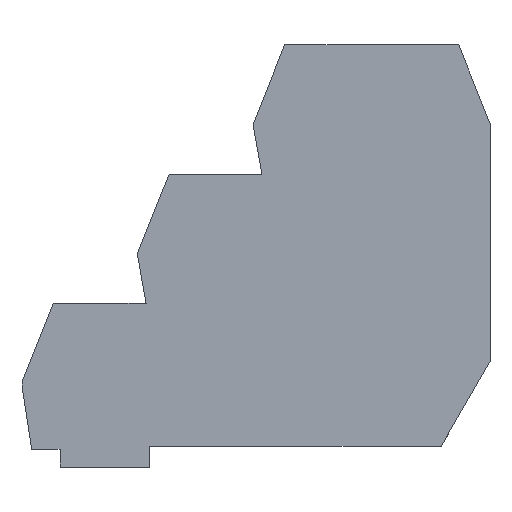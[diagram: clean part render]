
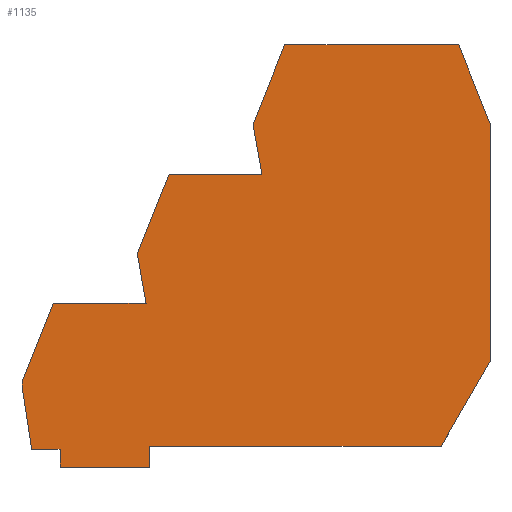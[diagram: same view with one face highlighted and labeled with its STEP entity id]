
A CAD part, top view. The second image highlights one B-rep face of the part: STEP entity #1135.
In plain terms, the highlighted planar face has unit normal (0, 0, 1).
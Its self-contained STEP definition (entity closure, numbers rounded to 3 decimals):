
#20 = VECTOR ( 'NONE', #1573, 1000. ) ;
#27 = VERTEX_POINT ( 'NONE', #767 ) ;
#42 = CARTESIAN_POINT ( 'NONE',  ( -36.904, -0.4, 1.5 ) ) ;
#54 = CARTESIAN_POINT ( 'NONE',  ( 8.227, 0., 1.5 ) ) ;
#58 = VECTOR ( 'NONE', #1198, 1000. ) ;
#63 = ORIENTED_EDGE ( 'NONE', *, *, #214, .T. ) ;
#109 = VERTEX_POINT ( 'NONE', #268 ) ;
#127 = ORIENTED_EDGE ( 'NONE', *, *, #635, .T. ) ;
#151 = ORIENTED_EDGE ( 'NONE', *, *, #960, .T. ) ;
#179 = CARTESIAN_POINT ( 'NONE',  ( -26.304, -2.5, 1.5 ) ) ;
#181 = CARTESIAN_POINT ( 'NONE',  ( 14.001, 38.2, 1.5 ) ) ;
#192 = DIRECTION ( 'NONE',  ( 1., 0., 0. ) ) ;
#194 = CARTESIAN_POINT ( 'NONE',  ( -10.295, 47.5, 1.5 ) ) ;
#209 = VECTOR ( 'NONE', #932, 1000. ) ;
#214 = EDGE_CURVE ( 'NONE', #1103, #1508, #1280, .T. ) ;
#227 = DIRECTION ( 'NONE',  ( -1., 0., 0. ) ) ;
#232 = LINE ( 'NONE', #1354, #1212 ) ;
#242 = CARTESIAN_POINT ( 'NONE',  ( -26.704, 16.9, 1.5 ) ) ;
#246 = LINE ( 'NONE', #1629, #1233 ) ;
#259 = EDGE_CURVE ( 'NONE', #764, #693, #1532, .T. ) ;
#262 = VECTOR ( 'NONE', #192, 1000. ) ;
#264 = EDGE_CURVE ( 'NONE', #109, #454, #1009, .T. ) ;
#266 = VERTEX_POINT ( 'NONE', #42 ) ;
#268 = CARTESIAN_POINT ( 'NONE',  ( -41.404, 7.6, 1.5 ) ) ;
#277 = ORIENTED_EDGE ( 'NONE', *, *, #859, .T. ) ;
#282 = DIRECTION ( 'NONE',  ( 0., 0., 1. ) ) ;
#284 = EDGE_CURVE ( 'NONE', #804, #974, #1560, .T. ) ;
#294 = CARTESIAN_POINT ( 'NONE',  ( -40.25, -0.4, 1.5 ) ) ;
#295 = CARTESIAN_POINT ( 'NONE',  ( -23.999, 32.2, 1.5 ) ) ;
#296 = CARTESIAN_POINT ( 'NONE',  ( -13.999, 37.7, 1.5 ) ) ;
#301 = VECTOR ( 'NONE', #1488, 1000. ) ;
#305 = VERTEX_POINT ( 'NONE', #1200 ) ;
#325 = CARTESIAN_POINT ( 'NONE',  ( 14.001, 10., 1.5 ) ) ;
#327 = EDGE_CURVE ( 'NONE', #305, #1103, #1496, .T. ) ;
#348 = VECTOR ( 'NONE', #381, 1000. ) ;
#380 = LINE ( 'NONE', #1161, #348 ) ;
#381 = DIRECTION ( 'NONE',  ( 0., -1., 0. ) ) ;
#395 = VECTOR ( 'NONE', #1359, 1000. ) ;
#413 = CARTESIAN_POINT ( 'NONE',  ( -23.999, 32.2, 1.5 ) ) ;
#421 = DIRECTION ( 'NONE',  ( 0.179, -0.984, 0. ) ) ;
#446 = EDGE_CURVE ( 'NONE', #1609, #305, #676, .T. ) ;
#454 = VERTEX_POINT ( 'NONE', #691 ) ;
#455 = DIRECTION ( 'NONE',  ( 1., 0., 0. ) ) ;
#479 = CARTESIAN_POINT ( 'NONE',  ( -36.904, -0.4, 1.5 ) ) ;
#498 = EDGE_CURVE ( 'NONE', #1535, #266, #232, .T. ) ;
#499 = ORIENTED_EDGE ( 'NONE', *, *, #792, .T. ) ;
#508 = LINE ( 'NONE', #242, #1493 ) ;
#516 = ORIENTED_EDGE ( 'NONE', *, *, #1205, .T. ) ;
#518 = VECTOR ( 'NONE', #1594, 1000. ) ;
#552 = CARTESIAN_POINT ( 'NONE',  ( -41.404, 7.1, 1.5 ) ) ;
#556 = CARTESIAN_POINT ( 'NONE',  ( -10.295, 47.5, 1.5 ) ) ;
#606 = VECTOR ( 'NONE', #1328, 1000. ) ;
#632 = ORIENTED_EDGE ( 'NONE', *, *, #1577, .T. ) ;
#635 = EDGE_CURVE ( 'NONE', #27, #109, #884, .T. ) ;
#665 = EDGE_CURVE ( 'NONE', #1295, #27, #508, .T. ) ;
#667 = DIRECTION ( 'NONE',  ( -0.37, 0.929, 0. ) ) ;
#676 = LINE ( 'NONE', #325, #301 ) ;
#677 = CARTESIAN_POINT ( 'NONE',  ( -13.999, 37.7, 1.5 ) ) ;
#687 = VECTOR ( 'NONE', #1071, 1000. ) ;
#691 = CARTESIAN_POINT ( 'NONE',  ( -41.404, 7.1, 1.5 ) ) ;
#693 = VERTEX_POINT ( 'NONE', #1635 ) ;
#699 = CARTESIAN_POINT ( 'NONE',  ( -26.704, 16.9, 1.5 ) ) ;
#705 = ORIENTED_EDGE ( 'NONE', *, *, #1548, .T. ) ;
#716 = CARTESIAN_POINT ( 'NONE',  ( -27.704, 22.4, 1.5 ) ) ;
#733 = ORIENTED_EDGE ( 'NONE', *, *, #264, .T. ) ;
#748 = EDGE_CURVE ( 'NONE', #1607, #804, #380, .T. ) ;
#764 = VERTEX_POINT ( 'NONE', #413 ) ;
#767 = CARTESIAN_POINT ( 'NONE',  ( -37.699, 16.9, 1.5 ) ) ;
#785 = CARTESIAN_POINT ( 'NONE',  ( -26.304, -2.5, 1.5 ) ) ;
#792 = EDGE_CURVE ( 'NONE', #891, #1140, #1619, .T. ) ;
#801 = CARTESIAN_POINT ( 'NONE',  ( -41.404, 7.6, 1.5 ) ) ;
#804 = VERTEX_POINT ( 'NONE', #677 ) ;
#809 = CARTESIAN_POINT ( 'NONE',  ( 10.296, 47.5, 1.5 ) ) ;
#832 = VERTEX_POINT ( 'NONE', #556 ) ;
#849 = VECTOR ( 'NONE', #421, 1000. ) ;
#850 = EDGE_LOOP ( 'NONE', ( #1537, #499, #1502, #277, #1074, #1046, #63, #632, #946, #881, #908, #1244, #1301, #516, #151, #1159, #127, #733, #705, #1223 ) ) ;
#859 = EDGE_CURVE ( 'NONE', #1418, #1609, #865, .T. ) ;
#863 = CARTESIAN_POINT ( 'NONE',  ( -37.699, 16.9, 1.5 ) ) ;
#864 = LINE ( 'NONE', #194, #518 ) ;
#865 = LINE ( 'NONE', #953, #262 ) ;
#881 = ORIENTED_EDGE ( 'NONE', *, *, #748, .T. ) ;
#884 = LINE ( 'NONE', #863, #1558 ) ;
#891 = VERTEX_POINT ( 'NONE', #1092 ) ;
#898 = LINE ( 'NONE', #716, #395 ) ;
#908 = ORIENTED_EDGE ( 'NONE', *, *, #284, .T. ) ;
#932 = DIRECTION ( 'NONE',  ( 0., -1., 0. ) ) ;
#936 = AXIS2_PLACEMENT_3D ( 'NONE', #1553, #282, #1186 ) ;
#946 = ORIENTED_EDGE ( 'NONE', *, *, #1297, .T. ) ;
#953 = CARTESIAN_POINT ( 'NONE',  ( -26.304, 0., 1.5 ) ) ;
#960 = EDGE_CURVE ( 'NONE', #1201, #1295, #898, .T. ) ;
#974 = VERTEX_POINT ( 'NONE', #978 ) ;
#978 = CARTESIAN_POINT ( 'NONE',  ( -12.999, 32.2, 1.5 ) ) ;
#1008 = EDGE_CURVE ( 'NONE', #266, #891, #1599, .T. ) ;
#1009 = LINE ( 'NONE', #801, #209 ) ;
#1019 = VECTOR ( 'NONE', #1449, 1000. ) ;
#1030 = LINE ( 'NONE', #809, #20 ) ;
#1046 = ORIENTED_EDGE ( 'NONE', *, *, #327, .T. ) ;
#1048 = PLANE ( 'NONE',  #936 ) ;
#1052 = CARTESIAN_POINT ( 'NONE',  ( 14.001, 38.2, 1.5 ) ) ;
#1055 = EDGE_CURVE ( 'NONE', #974, #764, #246, .T. ) ;
#1071 = DIRECTION ( 'NONE',  ( 0., 1., 0. ) ) ;
#1074 = ORIENTED_EDGE ( 'NONE', *, *, #446, .T. ) ;
#1078 = LINE ( 'NONE', #552, #58 ) ;
#1092 = CARTESIAN_POINT ( 'NONE',  ( -36.904, -2.5, 1.5 ) ) ;
#1103 = VERTEX_POINT ( 'NONE', #1394 ) ;
#1135 = ADVANCED_FACE ( 'NONE', ( #1530 ), #1048, .T. ) ;
#1138 = DIRECTION ( 'NONE',  ( -1., 0., 0. ) ) ;
#1140 = VERTEX_POINT ( 'NONE', #785 ) ;
#1159 = ORIENTED_EDGE ( 'NONE', *, *, #665, .T. ) ;
#1161 = CARTESIAN_POINT ( 'NONE',  ( -13.999, 38.2, 1.5 ) ) ;
#1186 = DIRECTION ( 'NONE',  ( 1., 0., 0. ) ) ;
#1187 = CARTESIAN_POINT ( 'NONE',  ( 10.296, 47.5, 1.5 ) ) ;
#1191 = VECTOR ( 'NONE', #1569, 1000. ) ;
#1198 = DIRECTION ( 'NONE',  ( 0.152, -0.988, 0. ) ) ;
#1200 = CARTESIAN_POINT ( 'NONE',  ( 14.001, 10., 1.5 ) ) ;
#1201 = VERTEX_POINT ( 'NONE', #1559 ) ;
#1202 = CARTESIAN_POINT ( 'NONE',  ( -36.904, -2.5, 1.5 ) ) ;
#1205 = EDGE_CURVE ( 'NONE', #693, #1201, #1370, .T. ) ;
#1212 = VECTOR ( 'NONE', #455, 1000. ) ;
#1223 = ORIENTED_EDGE ( 'NONE', *, *, #498, .T. ) ;
#1233 = VECTOR ( 'NONE', #227, 1000. ) ;
#1244 = ORIENTED_EDGE ( 'NONE', *, *, #1055, .T. ) ;
#1280 = LINE ( 'NONE', #1052, #1604 ) ;
#1295 = VERTEX_POINT ( 'NONE', #699 ) ;
#1297 = EDGE_CURVE ( 'NONE', #832, #1607, #864, .T. ) ;
#1301 = ORIENTED_EDGE ( 'NONE', *, *, #259, .T. ) ;
#1305 = VECTOR ( 'NONE', #1383, 1000. ) ;
#1318 = CARTESIAN_POINT ( 'NONE',  ( -27.704, 22.9, 1.5 ) ) ;
#1328 = DIRECTION ( 'NONE',  ( 1., 0., 0. ) ) ;
#1333 = DIRECTION ( 'NONE',  ( 0., 1., 0. ) ) ;
#1354 = CARTESIAN_POINT ( 'NONE',  ( -40.25, -0.4, 1.5 ) ) ;
#1359 = DIRECTION ( 'NONE',  ( 0.179, -0.984, 0. ) ) ;
#1370 = LINE ( 'NONE', #1318, #1019 ) ;
#1377 = CARTESIAN_POINT ( 'NONE',  ( -26.304, 0., 1.5 ) ) ;
#1383 = DIRECTION ( 'NONE',  ( 0., -1., 0. ) ) ;
#1387 = LINE ( 'NONE', #179, #687 ) ;
#1394 = CARTESIAN_POINT ( 'NONE',  ( 14.001, 38.2, 1.5 ) ) ;
#1418 = VERTEX_POINT ( 'NONE', #1377 ) ;
#1447 = VECTOR ( 'NONE', #1333, 1000. ) ;
#1449 = DIRECTION ( 'NONE',  ( 0., -1., 0. ) ) ;
#1488 = DIRECTION ( 'NONE',  ( 0.5, 0.866, 0. ) ) ;
#1493 = VECTOR ( 'NONE', #1138, 1000. ) ;
#1496 = LINE ( 'NONE', #181, #1447 ) ;
#1502 = ORIENTED_EDGE ( 'NONE', *, *, #1566, .T. ) ;
#1508 = VERTEX_POINT ( 'NONE', #1187 ) ;
#1522 = DIRECTION ( 'NONE',  ( -0.37, -0.929, 0. ) ) ;
#1530 = FACE_OUTER_BOUND ( 'NONE', #850, .T. ) ;
#1532 = LINE ( 'NONE', #295, #1191 ) ;
#1535 = VERTEX_POINT ( 'NONE', #294 ) ;
#1537 = ORIENTED_EDGE ( 'NONE', *, *, #1008, .T. ) ;
#1548 = EDGE_CURVE ( 'NONE', #454, #1535, #1078, .T. ) ;
#1553 = CARTESIAN_POINT ( 'NONE',  ( 0., 0., 1.5 ) ) ;
#1558 = VECTOR ( 'NONE', #1522, 1000. ) ;
#1559 = CARTESIAN_POINT ( 'NONE',  ( -27.704, 22.4, 1.5 ) ) ;
#1560 = LINE ( 'NONE', #296, #849 ) ;
#1566 = EDGE_CURVE ( 'NONE', #1140, #1418, #1387, .T. ) ;
#1569 = DIRECTION ( 'NONE',  ( -0.37, -0.929, 0. ) ) ;
#1573 = DIRECTION ( 'NONE',  ( -1., 0., 0. ) ) ;
#1577 = EDGE_CURVE ( 'NONE', #1508, #832, #1030, .T. ) ;
#1579 = CARTESIAN_POINT ( 'NONE',  ( -13.999, 38.2, 1.5 ) ) ;
#1594 = DIRECTION ( 'NONE',  ( -0.37, -0.929, 0. ) ) ;
#1599 = LINE ( 'NONE', #479, #1305 ) ;
#1604 = VECTOR ( 'NONE', #667, 1000. ) ;
#1607 = VERTEX_POINT ( 'NONE', #1579 ) ;
#1609 = VERTEX_POINT ( 'NONE', #54 ) ;
#1619 = LINE ( 'NONE', #1202, #606 ) ;
#1629 = CARTESIAN_POINT ( 'NONE',  ( -12.999, 32.2, 1.5 ) ) ;
#1635 = CARTESIAN_POINT ( 'NONE',  ( -27.704, 22.9, 1.5 ) ) ;
